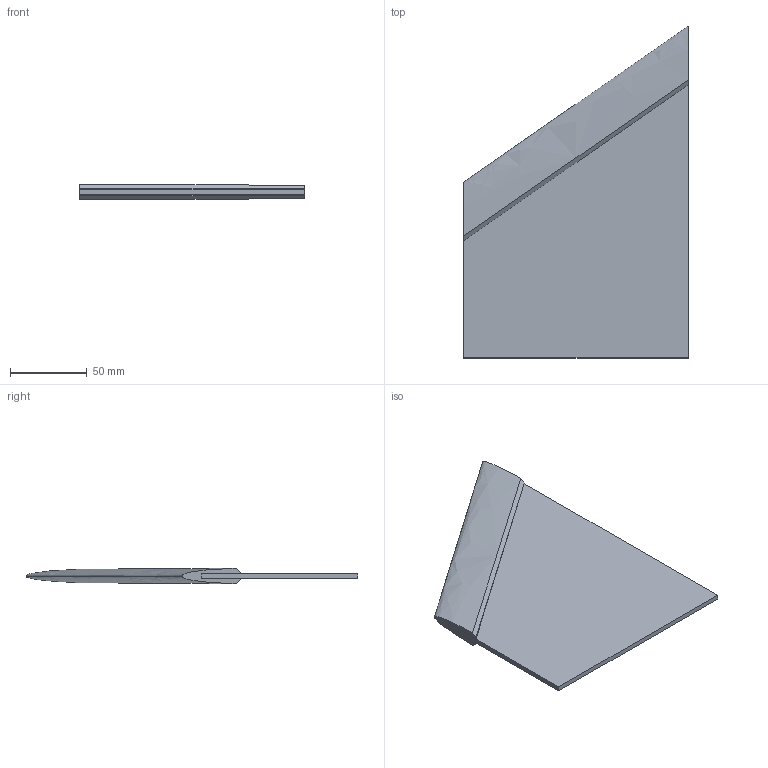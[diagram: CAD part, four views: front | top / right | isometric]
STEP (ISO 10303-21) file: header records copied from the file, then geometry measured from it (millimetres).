
FILE_DESCRIPTION (( 'STEP AP214' ), '1' );
FILE_NAME ('combinedFinAllCut.STEP', '2024-03-19T07:57:17', ( '' ), ( '' ), 'SwSTEP 2.0', 'SolidWorks 2023', '' );
FILE_SCHEMA (( 'AUTOMOTIVE_DESIGN' ));
Length unit declared in the file: millimetre
Products named in the file (3): FS_Basic_Fin; fullscale_fincoverallcut; combinedFinAllCut
Assembly tree (2 placements, depth 2):
  combinedFinAllCut
    FS_Basic_Fin
    fullscale_fincoverallcut
Bounding box: 146.05 x 215.9 x 9.95 mm (x, y, z)
Volume: 97486.1 mm3; surface area: 66919.5 mm2
Topology: 2 solids, 2 shells, 17 faces, 39 edges, 26 vertices
Faces by surface type: plane 13, bspline 4
Entity records: 1246 total; most frequent: CARTESIAN_POINT 808, ORIENTED_EDGE 78, DIRECTION 63, EDGE_CURVE 39, LINE 27, VECTOR 27, VERTEX_POINT 26, AXIS2_PLACEMENT_3D 18
